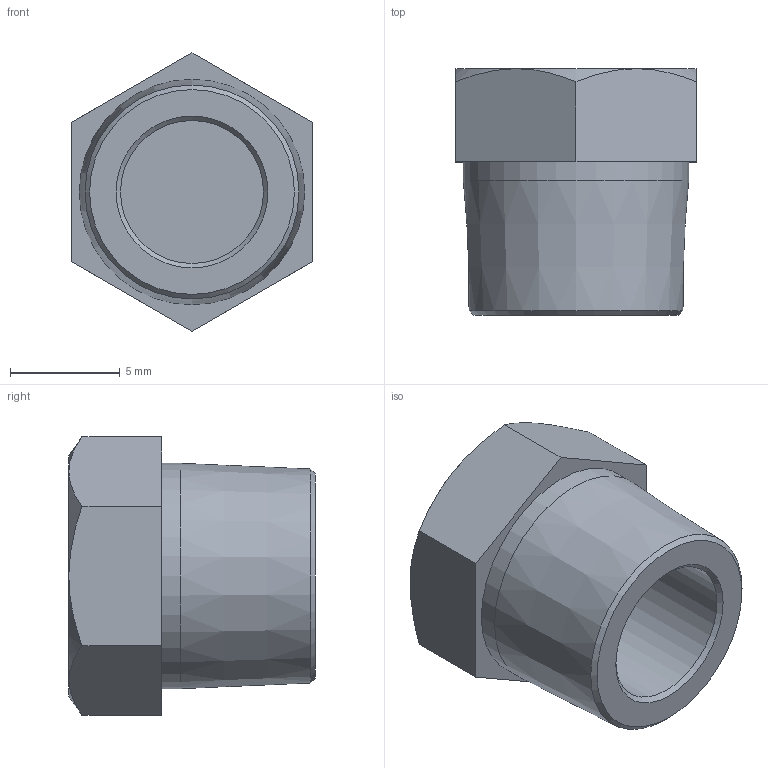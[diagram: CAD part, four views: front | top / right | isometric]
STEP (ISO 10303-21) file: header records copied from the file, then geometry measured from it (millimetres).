
FILE_DESCRIPTION(/* description */ ('Unknown'),/* implementation_level */ '2;1');
FILE_NAME(/* name */ '6.05.18.SP',/* time_stamp */ '2019-06-27T14:46:52-04:00',/* author */ ('Unknown'),/* organization */ ('Unknown'),/* preprocessor_version */ 'ST-DEVELOPER v16.7',/* originating_system */ 'DEX',/* authorisation */ $);
FILE_SCHEMA (('AUTOMOTIVE_DESIGN {1 0 10303 214 3 1 1}'));
Length unit declared in the file: millimetre
Products named in the file (1): 6.05.18.SP
Bounding box: 11 x 11.25 x 12.7 mm (x, y, z)
Volume: 696.2 mm3; surface area: 757.7 mm2
Topology: 1 solids, 1 shells, 23 faces, 47 edges, 29 vertices
Faces by surface type: plane 11, cone 9, cylinder 3
Full cylindrical faces by diameter (mm): 6.53 x1, 8 x1, 10.287 x1
Entity records: 749 total; most frequent: CARTESIAN_POINT 126, DIRECTION 90, ORIENTED_EDGE 78, EDGE_CURVE 39, AXIS2_PLACEMENT_3D 39, EDGE_LOOP 32, FACE_BOUND 32, VERTEX_POINT 27
